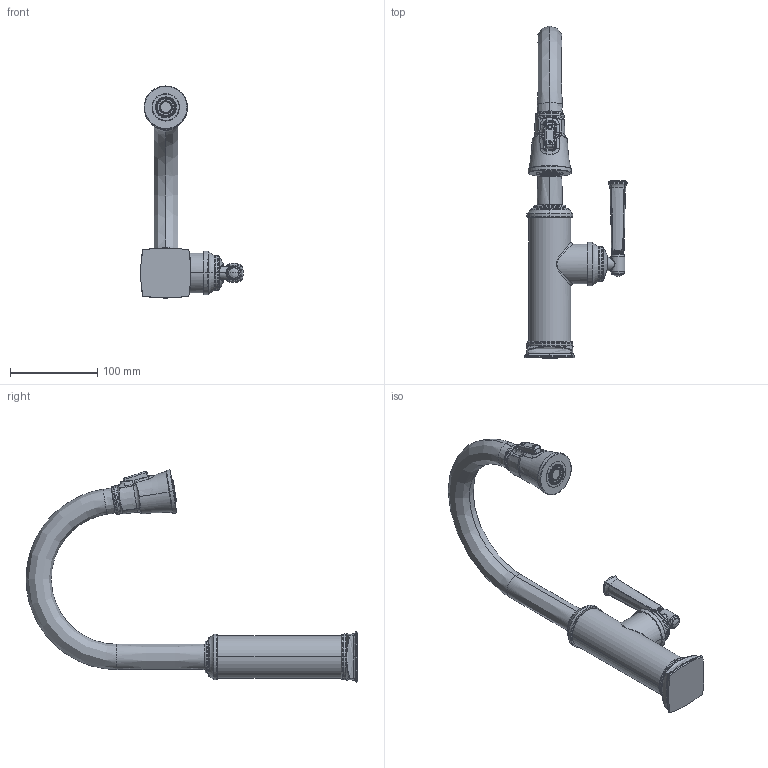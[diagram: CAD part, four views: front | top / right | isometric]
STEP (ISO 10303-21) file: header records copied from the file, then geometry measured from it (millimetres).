
FILE_DESCRIPTION((''),'2;1');
FILE_NAME('3160-5203__','2021-08-12T13:36:19',('rsmith'),(''),'CREO PARAMETRIC BY PTC INC, 2018400','CREO PARAMETRIC BY PTC INC, 2018400','');
FILE_SCHEMA(('AUTOMOTIVE_DESIGN { 1 0 10303 214 1 1 1 1 }'));
Length unit declared in the file: inch
Products named in the file (1): 3160-5203__
Bounding box: 117.63 x 380.22 x 243.08 mm (x, y, z)
Volume: 764350.7 mm3; surface area: 95338.4 mm2
Topology: 1 solids, 1 shells, 678 faces, 1522 edges, 887 vertices
Faces by surface type: bspline 193, torus 163, cylinder 100, plane 94, cone 94, sphere 30, extrusion 4
Entity records: 40872 total; most frequent: CARTESIAN_POINT 16986, ORIENTED_EDGE 3008, DIRECTION 2687, PRESENTATION_STYLE_ASSIGNMENT 2176, STYLED_ITEM 1511, CURVE_STYLE 1508, EDGE_CURVE 1504, AXIS2_PLACEMENT_3D 1219
